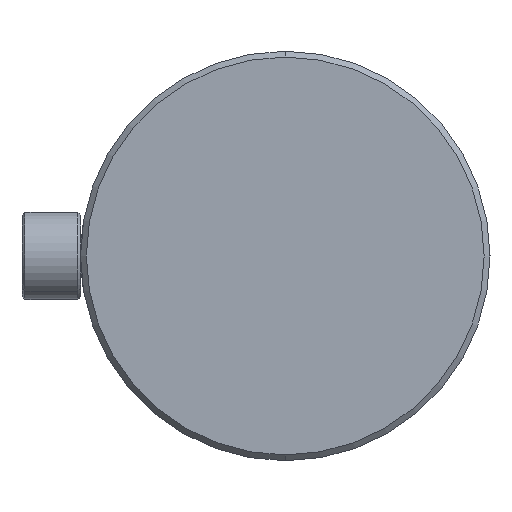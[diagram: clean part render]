
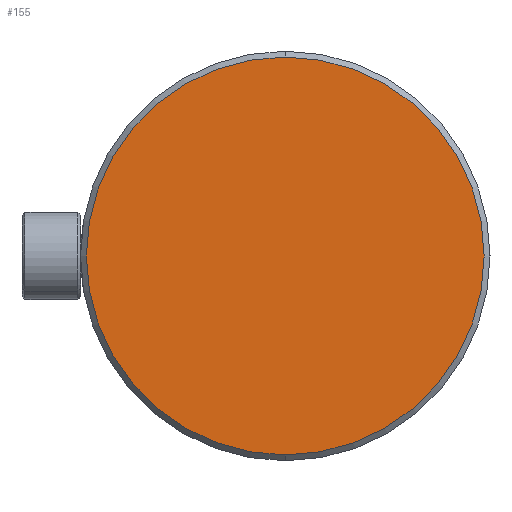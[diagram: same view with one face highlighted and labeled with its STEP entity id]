
A CAD part, left-side view. The second image highlights one B-rep face of the part: STEP entity #155.
In plain terms, the highlighted planar face has unit normal (-1, 0, 0).
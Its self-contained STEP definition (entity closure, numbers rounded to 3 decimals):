
#155 = ADVANCED_FACE ( 'NONE', ( #3273 ), #2755, .T. ) ;
#163 = AXIS2_PLACEMENT_3D ( 'NONE', #2290, #2050, #604 ) ;
#337 = EDGE_CURVE ( 'NONE', #1032, #923, #2516, .T. ) ;
#604 = DIRECTION ( 'NONE',  ( 0., 0., -1. ) ) ;
#923 = VERTEX_POINT ( 'NONE', #2877 ) ;
#998 = EDGE_CURVE ( 'NONE', #923, #1032, #3121, .T. ) ;
#1006 = ORIENTED_EDGE ( 'NONE', *, *, #337, .F. ) ;
#1032 = VERTEX_POINT ( 'NONE', #2389 ) ;
#1325 = DIRECTION ( 'NONE',  ( 1., 0., 0. ) ) ;
#1333 = AXIS2_PLACEMENT_3D ( 'NONE', #2044, #1325, #1864 ) ;
#1864 = DIRECTION ( 'NONE',  ( 0., 0., -1. ) ) ;
#2015 = DIRECTION ( 'NONE',  ( -1., 0., 0. ) ) ;
#2044 = CARTESIAN_POINT ( 'NONE',  ( -30., 0., 0. ) ) ;
#2050 = DIRECTION ( 'NONE',  ( 1., 0., 0. ) ) ;
#2284 = DIRECTION ( 'NONE',  ( 0., 0., 1. ) ) ;
#2290 = CARTESIAN_POINT ( 'NONE',  ( -30., 0., 0. ) ) ;
#2333 = EDGE_LOOP ( 'NONE', ( #1006, #3286 ) ) ;
#2389 = CARTESIAN_POINT ( 'NONE',  ( -30., 0., -68. ) ) ;
#2516 = CIRCLE ( 'NONE', #1333, 68. ) ;
#2755 = PLANE ( 'NONE',  #3153 ) ;
#2877 = CARTESIAN_POINT ( 'NONE',  ( -30., 0., 68. ) ) ;
#3121 = CIRCLE ( 'NONE', #163, 68. ) ;
#3153 = AXIS2_PLACEMENT_3D ( 'NONE', #3302, #2015, #2284 ) ;
#3273 = FACE_OUTER_BOUND ( 'NONE', #2333, .T. ) ;
#3286 = ORIENTED_EDGE ( 'NONE', *, *, #998, .F. ) ;
#3302 = CARTESIAN_POINT ( 'NONE',  ( -30., 0., 0. ) ) ;
